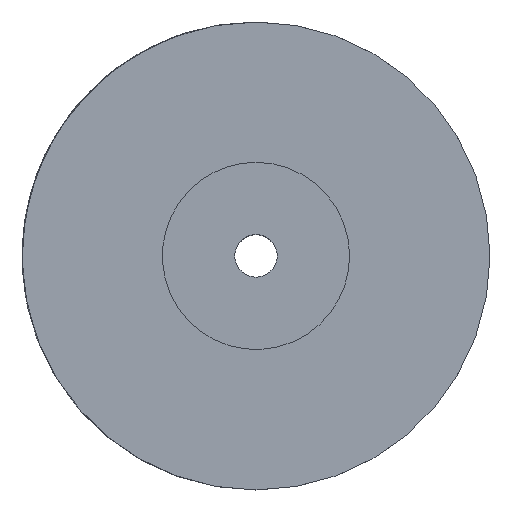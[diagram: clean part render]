
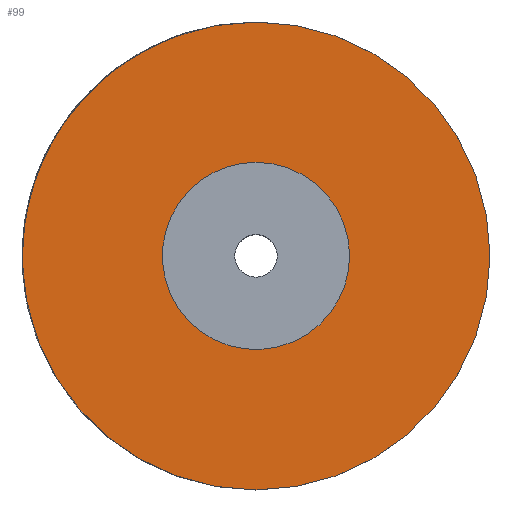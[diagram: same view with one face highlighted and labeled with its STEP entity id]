
A CAD part, top view. The second image highlights one B-rep face of the part: STEP entity #99.
In plain terms, the highlighted planar face has unit normal (0, 0, -1).
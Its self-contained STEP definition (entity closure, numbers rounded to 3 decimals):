
#24=FACE_BOUND('',#32,.T.);
#26=FACE_OUTER_BOUND('',#31,.T.);
#31=EDGE_LOOP('',(#71));
#32=EDGE_LOOP('',(#72,#73));
#38=CIRCLE('',#119,27.5);
#39=CIRCLE('',#120,2.5);
#40=CIRCLE('',#121,2.5);
#48=VERTEX_POINT('',#170);
#49=VERTEX_POINT('',#172);
#50=VERTEX_POINT('',#173);
#58=EDGE_CURVE('',#48,#48,#38,.T.);
#59=EDGE_CURVE('',#49,#50,#39,.T.);
#60=EDGE_CURVE('',#50,#49,#40,.T.);
#71=ORIENTED_EDGE('',*,*,#58,.F.);
#72=ORIENTED_EDGE('',*,*,#59,.F.);
#73=ORIENTED_EDGE('',*,*,#60,.F.);
#97=PLANE('',#118);
#99=ADVANCED_FACE('',(#26,#24),#97,.T.);
#118=AXIS2_PLACEMENT_3D('',#169,#135,#136);
#119=AXIS2_PLACEMENT_3D('',#171,#137,#138);
#120=AXIS2_PLACEMENT_3D('',#174,#139,#140);
#121=AXIS2_PLACEMENT_3D('',#175,#141,#142);
#135=DIRECTION('center_axis',(0.,0.,
-1.));
#136=DIRECTION('ref_axis',(0.,-1.,0.));
#137=DIRECTION('center_axis',(0.,0.,1.));
#138=DIRECTION('ref_axis',(0.,-1.,0.));
#139=DIRECTION('center_axis',(0.,0.,
-1.));
#140=DIRECTION('ref_axis',(-1.,0.,0.));
#141=DIRECTION('center_axis',(0.,0.,
-1.));
#142=DIRECTION('ref_axis',(-1.,0.,0.));
#169=CARTESIAN_POINT('Origin',(63.972,186.477,-16.872));
#170=CARTESIAN_POINT('',(36.471,213.977,-16.872));
#171=CARTESIAN_POINT('Origin',(36.471,186.477,-16.872));
#172=CARTESIAN_POINT('',(33.971,186.477,-16.872));
#173=CARTESIAN_POINT('',(38.971,186.477,-16.872));
#174=CARTESIAN_POINT('Origin',(36.471,186.477,-16.872));
#175=CARTESIAN_POINT('Origin',(36.471,186.477,-16.872));
